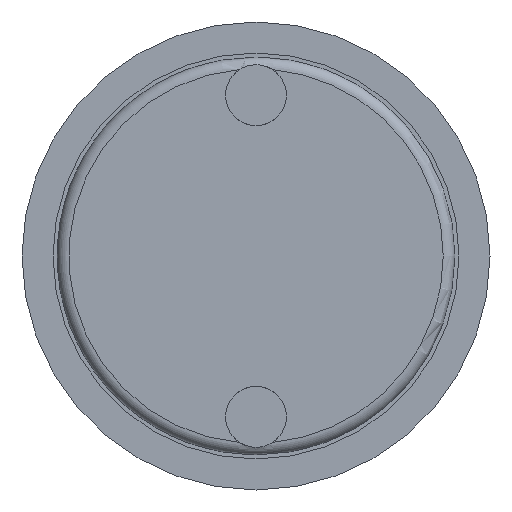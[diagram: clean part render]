
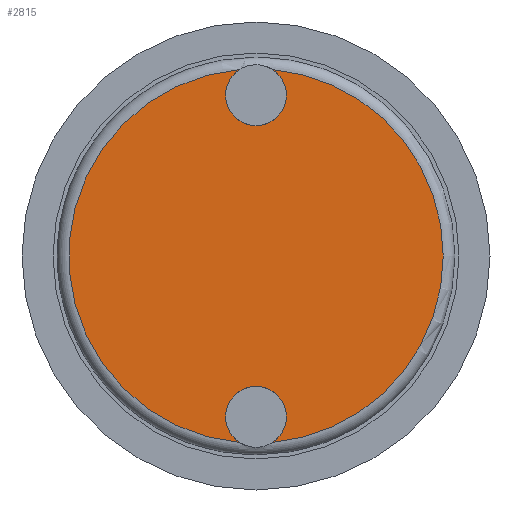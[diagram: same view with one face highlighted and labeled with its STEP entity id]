
A CAD part, front view. The second image highlights one B-rep face of the part: STEP entity #2815.
In plain terms, the highlighted planar face has unit normal (0, -1, 0).
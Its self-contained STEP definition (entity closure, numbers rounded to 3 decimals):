
#1162=ORIENTED_EDGE('',*,*,#1397,.T.);
#1163=ORIENTED_EDGE('',*,*,#1398,.F.);
#1164=ORIENTED_EDGE('',*,*,#1399,.T.);
#1165=ORIENTED_EDGE('',*,*,#1400,.F.);
#1259=CIRCLE('',#2692,32.);
#1260=CIRCLE('',#2693,5.2);
#1261=CIRCLE('',#2694,32.);
#1262=CIRCLE('',#2695,5.2);
#1316=VERTEX_POINT('',#2436);
#1317=VERTEX_POINT('',#2437);
#1318=VERTEX_POINT('',#2439);
#1319=VERTEX_POINT('',#2441);
#1397=EDGE_CURVE('',#1316,#1317,#1259,.T.);
#1398=EDGE_CURVE('',#1318,#1317,#1260,.T.);
#1399=EDGE_CURVE('',#1318,#1319,#1261,.T.);
#1400=EDGE_CURVE('',#1316,#1319,#1262,.T.);
#1479=EDGE_LOOP('',(#1162,#1163,#1164,#1165));
#1565=FACE_BOUND('',#1479,.T.);
#1733=DIRECTION('',(0.,-1.,0.));
#1734=DIRECTION('',(-1.,0.,0.));
#1735=DIRECTION('',(0.,-1.,0.));
#1736=DIRECTION('',(32.,0.,0.));
#1737=DIRECTION('',(0.,-1.,0.));
#1738=DIRECTION('',(0.,0.,5.2));
#1739=DIRECTION('',(0.,-1.,0.));
#1740=DIRECTION('',(32.,0.,0.));
#1741=DIRECTION('',(0.,-1.,0.));
#1742=DIRECTION('',(0.,0.,5.2));
#2435=CARTESIAN_POINT('',(0.,0.,0.));
#2436=CARTESIAN_POINT('',(2.808,0.,-31.877));
#2437=CARTESIAN_POINT('',(2.808,0.,31.877));
#2438=CARTESIAN_POINT('',(0.,0.,0.));
#2439=CARTESIAN_POINT('',(-2.808,0.,31.877));
#2440=CARTESIAN_POINT('',(0.,0.,27.5));
#2441=CARTESIAN_POINT('',(-2.808,0.,-31.877));
#2442=CARTESIAN_POINT('',(0.,0.,0.));
#2443=CARTESIAN_POINT('',(0.,0.,-27.5));
#2691=AXIS2_PLACEMENT_3D('',#2435,#1733,#1734);
#2692=AXIS2_PLACEMENT_3D('',#2438,#1735,#1736);
#2693=AXIS2_PLACEMENT_3D('',#2440,#1737,#1738);
#2694=AXIS2_PLACEMENT_3D('',#2442,#1739,#1740);
#2695=AXIS2_PLACEMENT_3D('',#2443,#1741,#1742);
#2774=PLANE('',#2691);
#2815=ADVANCED_FACE('',(#1565),#2774,.T.);
